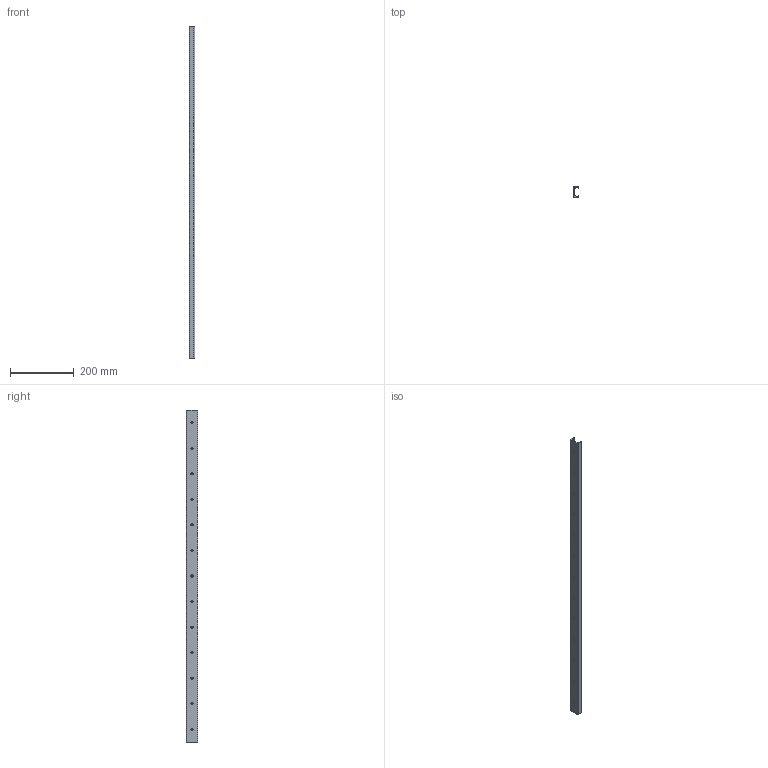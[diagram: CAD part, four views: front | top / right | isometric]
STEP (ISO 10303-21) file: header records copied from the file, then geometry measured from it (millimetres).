
FILE_DESCRIPTION(/* description */ ('Alibre Inc.'),/* implementation_level */ '2;1');
FILE_NAME(/* name */ 'export0',/* time_stamp */ '2010-12-08T16:50:49+01:00',/* author */ (''),/* organization */ (''),/* preprocessor_version */ 'ST-DEVELOPER v10',/* originating_system */ 'Alibre',/* authorisation */ '');
FILE_SCHEMA (('AUTOMOTIVE_DESIGN'));
Length unit declared in the file: millimetre
Bounding box: 16.5 x 35 x 1040 mm (x, y, z)
Volume: 226303.6 mm3; surface area: 131121.9 mm2
Topology: 1 solids, 1 shells, 54 faces, 156 edges, 104 vertices
Faces by surface type: cylinder 26, plane 15, cone 13
Full cylindrical faces by diameter (mm): 6.6 x13
Entity records: 1610 total; most frequent: DIRECTION 275, CARTESIAN_POINT 262, ORIENTED_EDGE 234, AXIS2_PLACEMENT_3D 119, EDGE_CURVE 117, EDGE_LOOP 106, FACE_BOUND 106, VERTEX_POINT 91
